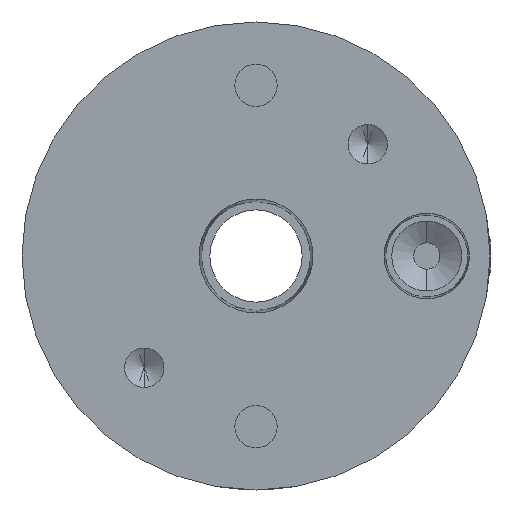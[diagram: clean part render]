
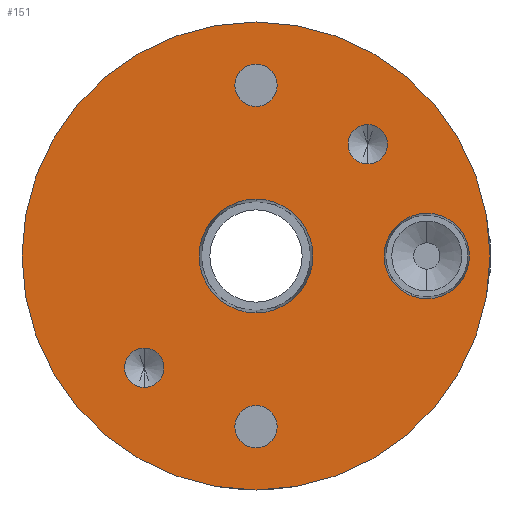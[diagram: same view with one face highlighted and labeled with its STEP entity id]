
A CAD part, front view. The second image highlights one B-rep face of the part: STEP entity #151.
In plain terms, the highlighted planar face has unit normal (0, -1, 0).
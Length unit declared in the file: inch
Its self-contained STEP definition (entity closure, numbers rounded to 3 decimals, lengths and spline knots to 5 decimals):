
#4 = ORIENTED_EDGE ( 'NONE', *, *, #4993, .F. ) ;
#7 = VERTEX_POINT ( 'NONE', #1008 ) ;
#9 = CARTESIAN_POINT ( 'NONE',  ( 0., -1.1875, -0.81 ) ) ;
#69 = CARTESIAN_POINT ( 'NONE',  ( -0.53033, -1.1875, -0.53033 ) ) ;
#107 = CARTESIAN_POINT ( 'NONE',  ( 0., -1.1875, -0.81 ) ) ;
#151 = ADVANCED_FACE ( 'NONE', ( #2718, #4020, #4407, #1525, #3604, #2389, #4056 ), #297, .F. ) ;
#156 = DIRECTION ( 'NONE',  ( 0., -1., 0. ) ) ;
#200 = EDGE_CURVE ( 'NONE', #603, #2624, #1787, .T. ) ;
#208 = CARTESIAN_POINT ( 'NONE',  ( 0.53033, -1.1875, 0.53033 ) ) ;
#232 = ORIENTED_EDGE ( 'NONE', *, *, #1847, .F. ) ;
#262 = EDGE_CURVE ( 'NONE', #4318, #485, #3902, .T. ) ;
#294 = CIRCLE ( 'NONE', #1509, 0.1005 ) ;
#296 = CIRCLE ( 'NONE', #1966, 0.1005 ) ;
#297 = PLANE ( 'NONE',  #4161 ) ;
#374 = AXIS2_PLACEMENT_3D ( 'NONE', #69, #1851, #2540 ) ;
#402 = CARTESIAN_POINT ( 'NONE',  ( 0.81, -1.1875, 0.2025 ) ) ;
#424 = VERTEX_POINT ( 'NONE', #468 ) ;
#427 = ORIENTED_EDGE ( 'NONE', *, *, #3197, .F. ) ;
#462 = CARTESIAN_POINT ( 'NONE',  ( 0., -1.1875, 1.11 ) ) ;
#468 = CARTESIAN_POINT ( 'NONE',  ( 0., -1.1875, -1.11 ) ) ;
#472 = CARTESIAN_POINT ( 'NONE',  ( 0., -1.1875, -0.7095 ) ) ;
#476 = ORIENTED_EDGE ( 'NONE', *, *, #200, .F. ) ;
#485 = VERTEX_POINT ( 'NONE', #1754 ) ;
#547 = AXIS2_PLACEMENT_3D ( 'NONE', #2261, #156, #4356 ) ;
#579 = EDGE_CURVE ( 'NONE', #4892, #3572, #1537, .T. ) ;
#587 = ORIENTED_EDGE ( 'NONE', *, *, #2204, .F. ) ;
#603 = VERTEX_POINT ( 'NONE', #2167 ) ;
#615 = DIRECTION ( 'NONE',  ( 0., 0., -1. ) ) ;
#617 = DIRECTION ( 'NONE',  ( 0., -1., 0. ) ) ;
#676 = DIRECTION ( 'NONE',  ( 0., -1., 0. ) ) ;
#698 = AXIS2_PLACEMENT_3D ( 'NONE', #3265, #724, #1109 ) ;
#703 = CARTESIAN_POINT ( 'NONE',  ( -0.53033, -1.1875, -0.43658 ) ) ;
#717 = EDGE_LOOP ( 'NONE', ( #587, #2672 ) ) ;
#724 = DIRECTION ( 'NONE',  ( 0., -1., 0. ) ) ;
#855 = EDGE_LOOP ( 'NONE', ( #1120, #1802 ) ) ;
#902 = DIRECTION ( 'NONE',  ( 0., 1., 0. ) ) ;
#928 = DIRECTION ( 'NONE',  ( 0., 0., 1. ) ) ;
#1003 = CARTESIAN_POINT ( 'NONE',  ( 0., -1.1875, 0.81 ) ) ;
#1008 = CARTESIAN_POINT ( 'NONE',  ( 0., -1.1875, -0.27002 ) ) ;
#1021 = ORIENTED_EDGE ( 'NONE', *, *, #4576, .F. ) ;
#1051 = DIRECTION ( 'NONE',  ( 0., 0., -1. ) ) ;
#1054 = CARTESIAN_POINT ( 'NONE',  ( 0., -1.1875, 0.81 ) ) ;
#1109 = DIRECTION ( 'NONE',  ( 0., 0., -1. ) ) ;
#1120 = ORIENTED_EDGE ( 'NONE', *, *, #2354, .F. ) ;
#1274 = DIRECTION ( 'NONE',  ( 0., 0., -1. ) ) ;
#1370 = CARTESIAN_POINT ( 'NONE',  ( 0., -1.1875, 0.27002 ) ) ;
#1400 = AXIS2_PLACEMENT_3D ( 'NONE', #4481, #1935, #5348 ) ;
#1509 = AXIS2_PLACEMENT_3D ( 'NONE', #107, #4261, #2987 ) ;
#1525 = FACE_BOUND ( 'NONE', #3092, .T. ) ;
#1537 = CIRCLE ( 'NONE', #2423, 0.1005 ) ;
#1576 = ORIENTED_EDGE ( 'NONE', *, *, #2716, .F. ) ;
#1604 = DIRECTION ( 'NONE',  ( 0., 0., 1. ) ) ;
#1655 = CIRCLE ( 'NONE', #4367, 1.11 ) ;
#1673 = CIRCLE ( 'NONE', #547, 0.27002 ) ;
#1713 = DIRECTION ( 'NONE',  ( 0., -1., 0. ) ) ;
#1754 = CARTESIAN_POINT ( 'NONE',  ( 0.81, -1.1875, -0.2025 ) ) ;
#1787 = CIRCLE ( 'NONE', #4078, 0.1005 ) ;
#1802 = ORIENTED_EDGE ( 'NONE', *, *, #262, .F. ) ;
#1847 = EDGE_CURVE ( 'NONE', #2728, #4222, #4666, .T. ) ;
#1851 = DIRECTION ( 'NONE',  ( 0., -1., 0. ) ) ;
#1873 = DIRECTION ( 'NONE',  ( 0., -1., 0. ) ) ;
#1891 = VERTEX_POINT ( 'NONE', #4246 ) ;
#1931 = CIRCLE ( 'NONE', #1400, 0.27002 ) ;
#1935 = DIRECTION ( 'NONE',  ( 0., -1., 0. ) ) ;
#1966 = AXIS2_PLACEMENT_3D ( 'NONE', #1003, #617, #1051 ) ;
#2102 = CARTESIAN_POINT ( 'NONE',  ( 0., -1.1875, 0.9105 ) ) ;
#2167 = CARTESIAN_POINT ( 'NONE',  ( 0., -1.1875, 0.7095 ) ) ;
#2168 = EDGE_CURVE ( 'NONE', #1891, #3588, #3438, .T. ) ;
#2170 = EDGE_LOOP ( 'NONE', ( #5024, #3038 ) ) ;
#2204 = EDGE_CURVE ( 'NONE', #3572, #4892, #294, .T. ) ;
#2242 = CARTESIAN_POINT ( 'NONE',  ( 0.53033, -1.1875, 0.53033 ) ) ;
#2261 = CARTESIAN_POINT ( 'NONE',  ( 0., -1.1875, 0. ) ) ;
#2281 = AXIS2_PLACEMENT_3D ( 'NONE', #3357, #902, #928 ) ;
#2352 = DIRECTION ( 'NONE',  ( 0., 0., -1. ) ) ;
#2354 = EDGE_CURVE ( 'NONE', #485, #4318, #4368, .T. ) ;
#2389 = FACE_BOUND ( 'NONE', #2471, .T. ) ;
#2423 = AXIS2_PLACEMENT_3D ( 'NONE', #9, #1713, #1274 ) ;
#2471 = EDGE_LOOP ( 'NONE', ( #1576, #1021 ) ) ;
#2540 = DIRECTION ( 'NONE',  ( 0., 0., -1. ) ) ;
#2552 = EDGE_LOOP ( 'NONE', ( #427, #232 ) ) ;
#2587 = DIRECTION ( 'NONE',  ( 0., 0., -1. ) ) ;
#2624 = VERTEX_POINT ( 'NONE', #2102 ) ;
#2660 = EDGE_CURVE ( 'NONE', #4670, #424, #4634, .T. ) ;
#2672 = ORIENTED_EDGE ( 'NONE', *, *, #579, .F. ) ;
#2716 = EDGE_CURVE ( 'NONE', #7, #5027, #1931, .T. ) ;
#2718 = FACE_BOUND ( 'NONE', #2552, .T. ) ;
#2724 = CARTESIAN_POINT ( 'NONE',  ( 0., -1.1875, -0.9105 ) ) ;
#2728 = VERTEX_POINT ( 'NONE', #703 ) ;
#2813 = DIRECTION ( 'NONE',  ( 0., -1., 0. ) ) ;
#2821 = AXIS2_PLACEMENT_3D ( 'NONE', #208, #1873, #2587 ) ;
#2891 = AXIS2_PLACEMENT_3D ( 'NONE', #2242, #3594, #615 ) ;
#2987 = DIRECTION ( 'NONE',  ( 0., 0., -1. ) ) ;
#3038 = ORIENTED_EDGE ( 'NONE', *, *, #3295, .F. ) ;
#3047 = CIRCLE ( 'NONE', #698, 0.09375 ) ;
#3092 = EDGE_LOOP ( 'NONE', ( #476, #4 ) ) ;
#3125 = DIRECTION ( 'NONE',  ( 0., 0., -1. ) ) ;
#3197 = EDGE_CURVE ( 'NONE', #4222, #2728, #3047, .T. ) ;
#3265 = CARTESIAN_POINT ( 'NONE',  ( -0.53033, -1.1875, -0.53033 ) ) ;
#3295 = EDGE_CURVE ( 'NONE', #424, #4670, #1655, .T. ) ;
#3314 = ORIENTED_EDGE ( 'NONE', *, *, #3725, .F. ) ;
#3325 = CARTESIAN_POINT ( 'NONE',  ( 1.11, -1.1875, 0. ) ) ;
#3357 = CARTESIAN_POINT ( 'NONE',  ( 0., -1.1875, 0. ) ) ;
#3438 = CIRCLE ( 'NONE', #2821, 0.09375 ) ;
#3572 = VERTEX_POINT ( 'NONE', #2724 ) ;
#3588 = VERTEX_POINT ( 'NONE', #4830 ) ;
#3594 = DIRECTION ( 'NONE',  ( 0., -1., 0. ) ) ;
#3604 = FACE_BOUND ( 'NONE', #717, .T. ) ;
#3725 = EDGE_CURVE ( 'NONE', #3588, #1891, #4553, .T. ) ;
#3869 = CARTESIAN_POINT ( 'NONE',  ( 0., -1.1875, 0. ) ) ;
#3902 = CIRCLE ( 'NONE', #5225, 0.2025 ) ;
#4020 = FACE_BOUND ( 'NONE', #5185, .T. ) ;
#4056 = FACE_OUTER_BOUND ( 'NONE', #2170, .T. ) ;
#4066 = CARTESIAN_POINT ( 'NONE',  ( 0.81, -1.1875, 0. ) ) ;
#4078 = AXIS2_PLACEMENT_3D ( 'NONE', #1054, #4905, #3125 ) ;
#4095 = DIRECTION ( 'NONE',  ( 0., 0., -1. ) ) ;
#4139 = ORIENTED_EDGE ( 'NONE', *, *, #2168, .F. ) ;
#4161 = AXIS2_PLACEMENT_3D ( 'NONE', #3325, #4994, #1604 ) ;
#4222 = VERTEX_POINT ( 'NONE', #4911 ) ;
#4246 = CARTESIAN_POINT ( 'NONE',  ( 0.53033, -1.1875, 0.43658 ) ) ;
#4261 = DIRECTION ( 'NONE',  ( 0., -1., 0. ) ) ;
#4286 = AXIS2_PLACEMENT_3D ( 'NONE', #4066, #2813, #4095 ) ;
#4318 = VERTEX_POINT ( 'NONE', #402 ) ;
#4330 = DIRECTION ( 'NONE',  ( 0., 0., 1. ) ) ;
#4356 = DIRECTION ( 'NONE',  ( 0., 0., -1. ) ) ;
#4367 = AXIS2_PLACEMENT_3D ( 'NONE', #3869, #5122, #4330 ) ;
#4368 = CIRCLE ( 'NONE', #4286, 0.2025 ) ;
#4407 = FACE_BOUND ( 'NONE', #855, .T. ) ;
#4427 = CARTESIAN_POINT ( 'NONE',  ( 0.81, -1.1875, 0. ) ) ;
#4481 = CARTESIAN_POINT ( 'NONE',  ( 0., -1.1875, 0. ) ) ;
#4553 = CIRCLE ( 'NONE', #2891, 0.09375 ) ;
#4576 = EDGE_CURVE ( 'NONE', #5027, #7, #1673, .T. ) ;
#4634 = CIRCLE ( 'NONE', #2281, 1.11 ) ;
#4666 = CIRCLE ( 'NONE', #374, 0.09375 ) ;
#4670 = VERTEX_POINT ( 'NONE', #462 ) ;
#4830 = CARTESIAN_POINT ( 'NONE',  ( 0.53033, -1.1875, 0.62408 ) ) ;
#4892 = VERTEX_POINT ( 'NONE', #472 ) ;
#4905 = DIRECTION ( 'NONE',  ( 0., -1., 0. ) ) ;
#4911 = CARTESIAN_POINT ( 'NONE',  ( -0.53033, -1.1875, -0.62408 ) ) ;
#4993 = EDGE_CURVE ( 'NONE', #2624, #603, #296, .T. ) ;
#4994 = DIRECTION ( 'NONE',  ( 0., 1., 0. ) ) ;
#5024 = ORIENTED_EDGE ( 'NONE', *, *, #2660, .F. ) ;
#5027 = VERTEX_POINT ( 'NONE', #1370 ) ;
#5122 = DIRECTION ( 'NONE',  ( 0., 1., 0. ) ) ;
#5185 = EDGE_LOOP ( 'NONE', ( #4139, #3314 ) ) ;
#5225 = AXIS2_PLACEMENT_3D ( 'NONE', #4427, #676, #2352 ) ;
#5348 = DIRECTION ( 'NONE',  ( 0., 0., -1. ) ) ;
